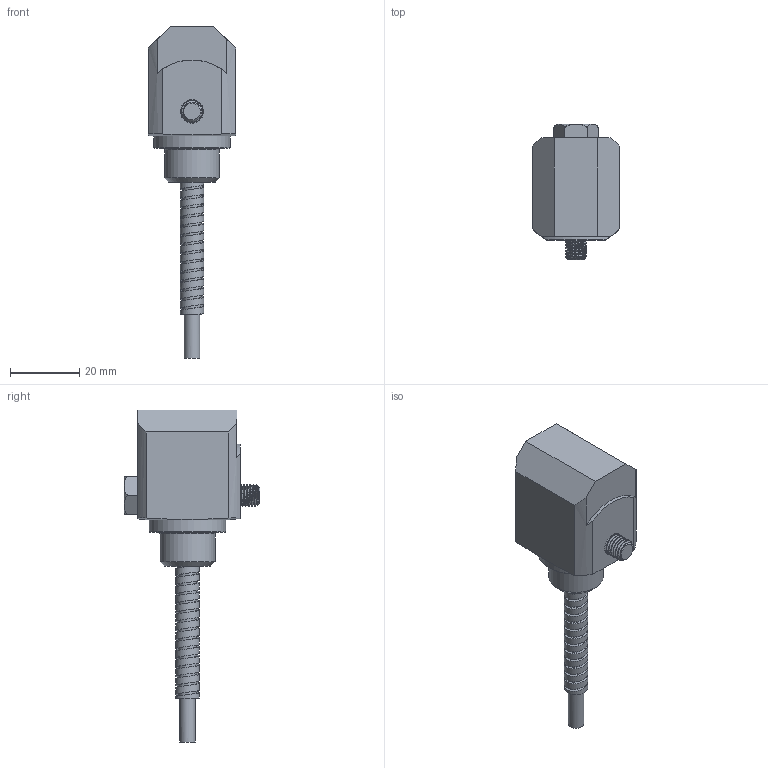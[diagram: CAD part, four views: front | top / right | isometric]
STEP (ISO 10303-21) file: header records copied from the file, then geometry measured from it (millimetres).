
FILE_DESCRIPTION(/* description */ (''),/* implementation_level */ '2;1');
FILE_NAME(/* name */ 'MASTER_TA_TALL_SIDE-EXIT_ARMOR_STANDARD.stp',/* time_stamp */ '2017-04-26T17:19:46-04:00',/* author */ ('aneininger'),/* organization */ (''),/* preprocessor_version */ 'ST-DEVELOPER v16.5',/* originating_system */ 'Autodesk Inventor 2017',/* authorisation */ '');
FILE_SCHEMA (('AUTOMOTIVE_DESIGN { 1 0 10303 214 3 1 1 }'));
Length unit declared in the file: inch
Products named in the file (3): MASTER_TA_TALL_SIDE-EXIT_ARMOR_STANDARD_STEP; MASTER_TA_TALL_SIDE-EXIT_ARMOR_STANDARD; ACP32146
Assembly tree (2 placements, depth 2):
  MASTER_TA_TALL_SIDE-EXIT_ARMOR_STANDARD_STEP
    MASTER_TA_TALL_SIDE-EXIT_ARMOR_STANDARD
    ACP32146
Bounding box: 25.15 x 39.07 x 95.83 mm (x, y, z)
Volume: 25638.3 mm3; surface area: 10059.4 mm2
Topology: 2 solids, 2 shells, 341 faces, 749 edges, 484 vertices
Faces by surface type: plane 160, cylinder 115, bspline 45, cone 11, torus 10
Full cylindrical faces by diameter (mm): 0.127 x19, 0.203 x38, 1.27 x1, 1.413 x2, 1.524 x3, 1.587 x3, 2.89 x1, 3.302 x1, 4.496 x12, 4.953 x1, 4.978 x1, 6.756 x1, 11.43 x1, 15.875 x1, 22.047 x1
Entity records: 20409 total; most frequent: CARTESIAN_POINT 13315, DIRECTION 1321, ORIENTED_EDGE 1224, EDGE_CURVE 612, AXIS2_PLACEMENT_3D 552, EDGE_LOOP 499, VERTEX_POINT 449, FACE_OUTER_BOUND 328
